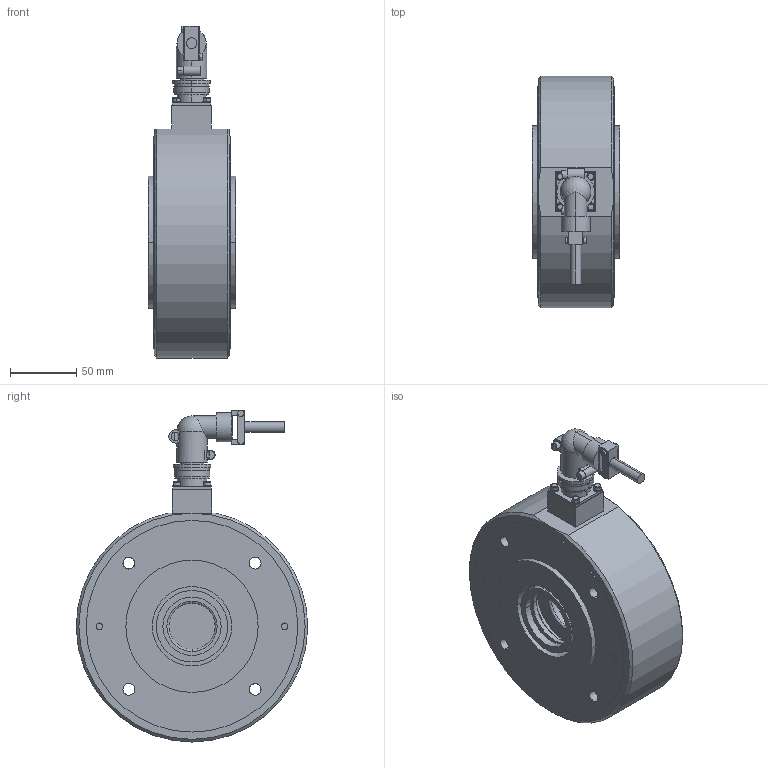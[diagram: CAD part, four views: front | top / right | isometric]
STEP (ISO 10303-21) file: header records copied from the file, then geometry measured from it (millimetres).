
FILE_DESCRIPTION((''),'2;1');
FILE_NAME('50013.stp','2007-09-21T11:13:16',(''),(''),'Mechanical Desktop 2007','Mechanical Desktop 2007',', , ');
FILE_SCHEMA(('CONFIG_CONTROL_DESIGN'));
Length unit declared in the file: millimetre
Products named in the file (30): L50013; L4857104; TEIL1AA; L48573; TEIL1AAA; L49015; ~TEIL1; L49026; TEIL1; ZYLSTIFT10X36; ZYLSTIFT10X36A; ZYLSTIFT8X36A; ZYLSTIFT8X36; I-6KT_SCHRAUBE_M3X25; I-6KT_SCHRAUBE_M3X25A; I-6KT_SCHRAUBE_M6X50NKA; I-6KT_SCHRAUBE_M6X50NK; FEDERRING_M3; FEDERRING_M3A; SICHERUNGSRING_J80; SICHERUNGSRING_J80A; V_RING_V45AA; V_RING_V45A; L4340401; TEIL1AAAA; PENDELKUGELLAGER_1307TVA; PENDELKUGELLAGER_1307TV; FLANSCHDOSE_WINKEL_AMPH_4-POLIG; TEIL1A; RM_SDB
Assembly tree (39 placements, depth 3):
  L50013
    L4857104
      TEIL1AA
    L48573
      TEIL1AAA
    L49015
      ~TEIL1
    L49026
      TEIL1
    ZYLSTIFT10X36
      ZYLSTIFT10X36A
    ZYLSTIFT8X36A
      ZYLSTIFT8X36
    I-6KT_SCHRAUBE_M3X25  x4
      I-6KT_SCHRAUBE_M3X25A
    I-6KT_SCHRAUBE_M6X50NKA  x2
      I-6KT_SCHRAUBE_M6X50NK
    FEDERRING_M3  x4
      FEDERRING_M3A
    SICHERUNGSRING_J80
      SICHERUNGSRING_J80A
    V_RING_V45AA
      V_RING_V45A
    L4340401  x2
      TEIL1AAAA
    PENDELKUGELLAGER_1307TVA
      PENDELKUGELLAGER_1307TV
    FLANSCHDOSE_WINKEL_AMPH_4-POLIG
      TEIL1A
    RM_SDB  x3
Bounding box: 65.9 x 174.96 x 251 mm (x, y, z)
Volume: 1294277.5 mm3; surface area: 272533.5 mm2
Topology: 22 solids, 22 shells, 401 faces, 954 edges, 625 vertices
Faces by surface type: cylinder 233, plane 111, cone 32, torus 20, sphere 3, bspline 2
Entity records: 10517 total; most frequent: CARTESIAN_POINT 1993, DIRECTION 1901, ORIENTED_EDGE 1520, AXIS2_PLACEMENT_3D 803, EDGE_CURVE 760, VERTEX_POINT 499, CIRCLE 446, EDGE_LOOP 435
